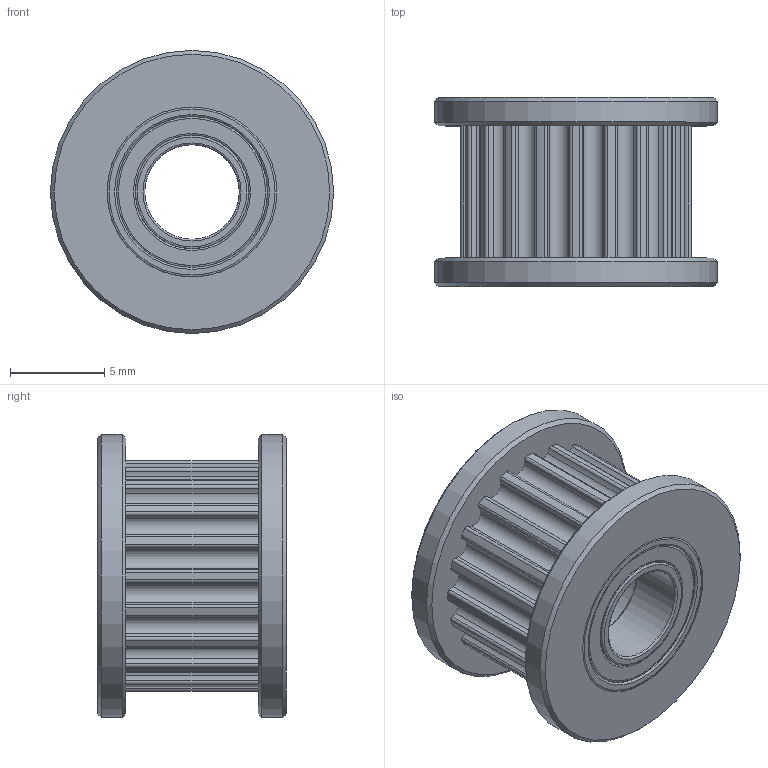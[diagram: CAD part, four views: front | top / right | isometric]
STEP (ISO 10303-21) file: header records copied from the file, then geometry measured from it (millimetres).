
FILE_DESCRIPTION(('FreeCAD Model'),'2;1');
FILE_NAME('Open CASCADE Shape Model','2022-03-16T22:17:14',(''),(''), 'Open CASCADE STEP processor 7.5','FreeCAD','Unknown');
FILE_SCHEMA(('AUTOMOTIVE_DESIGN { 1 0 10303 214 1 1 1 1 }'));
Length unit declared in the file: millimetre
Products named in the file (4): Toothed Idler 6mm; GT2_Idler_20T; Ball bearing (5x9x3)mm003; Ball bearing (5x9x3)mm004
Assembly tree (3 placements, depth 2):
  Toothed Idler 6mm
    GT2_Idler_20T
    Ball bearing (5x9x3)mm003
    Ball bearing (5x9x3)mm004
Bounding box: 15 x 10 x 15 mm (x, y, z)
Volume: 965.9 mm3; surface area: 1645.1 mm2
Topology: 3 solids, 3 shells, 183 faces, 507 edges, 342 vertices
Faces by surface type: cylinder 137, revolution 24, plane 18, cone 4
Full cylindrical faces by diameter (mm): 5 x2, 6 x4, 7 x1, 8 x4, 9 x4, 15 x2
Entity records: 6302 total; most frequent: DIRECTION 1270, CARTESIAN_POINT 1061, ORIENTED_EDGE 1014, AXIS2_PLACEMENT_3D 553, EDGE_CURVE 507, CIRCLE 390, VERTEX_POINT 342, FACE_BOUND 201
